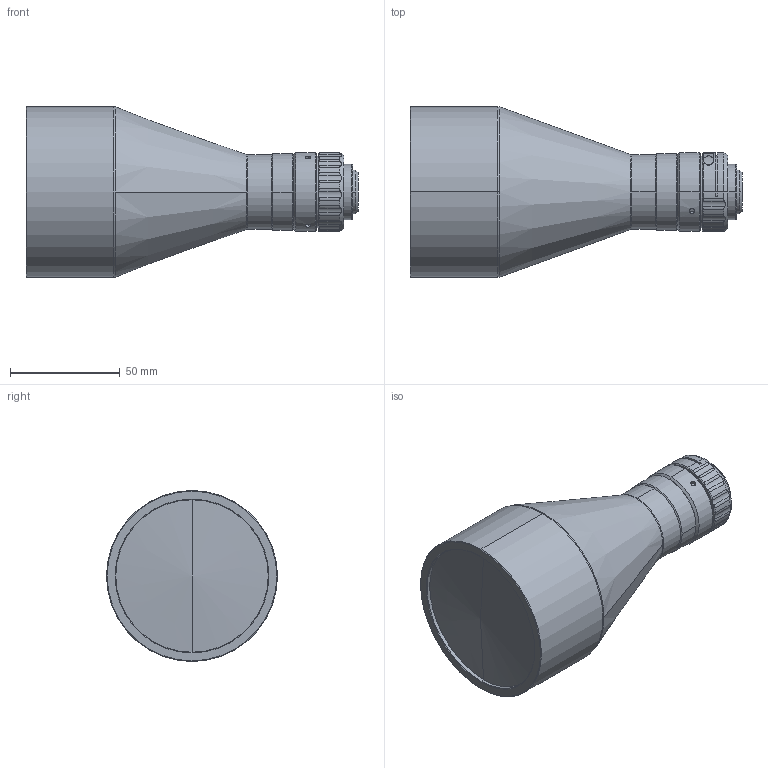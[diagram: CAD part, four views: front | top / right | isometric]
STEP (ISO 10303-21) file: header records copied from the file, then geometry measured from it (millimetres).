
FILE_DESCRIPTION (( 'STEP AP203' ), '1' );
FILE_NAME ('DTCM125-56.STEP', '2019-11-13T03:31:32', ( 'Windows 蚚誧' ), ( '' ), 'SwSTEP 2.0', 'SolidWorks 2017', '' );
FILE_SCHEMA (( 'CONFIG_CONTROL_DESIGN' ));
Length unit declared in the file: millimetre
Products named in the file (1): DTCM125-56
Bounding box: 151.44 x 78 x 78 mm (x, y, z)
Volume: 389679.4 mm3; surface area: 33374.1 mm2
Topology: 1 solids, 1 shells, 129 faces, 328 edges, 205 vertices
Faces by surface type: cylinder 69, cone 37, plane 19, bspline 4
Entity records: 4470 total; most frequent: CARTESIAN_POINT 1374, ORIENTED_EDGE 644, DIRECTION 621, EDGE_CURVE 322, AXIS2_PLACEMENT_3D 252, VERTEX_POINT 205, EDGE_LOOP 141, FACE_OUTER_BOUND 129
